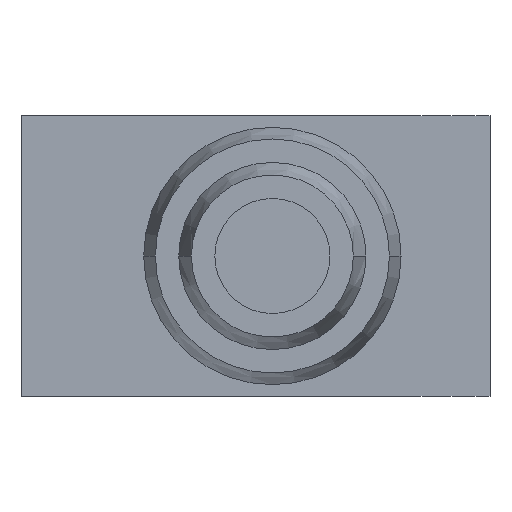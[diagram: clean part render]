
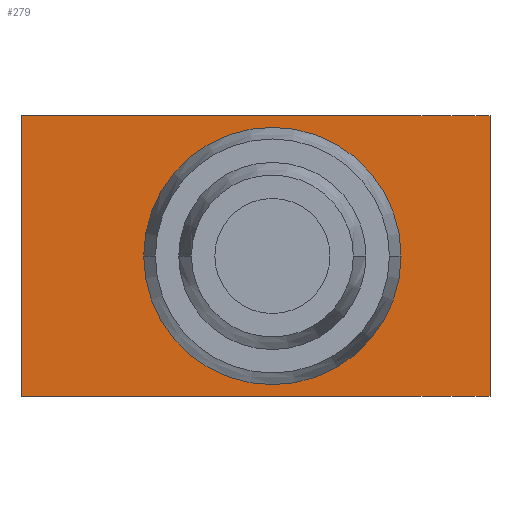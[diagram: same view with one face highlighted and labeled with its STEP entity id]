
A CAD part, front view. The second image highlights one B-rep face of the part: STEP entity #279.
In plain terms, the highlighted planar face has unit normal (0, -1, 0).
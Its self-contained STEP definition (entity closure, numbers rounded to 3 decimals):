
#279=ADVANCED_FACE('',(#563,#564),#565,.T.);
#563=FACE_BOUND('',#845,.T.);
#564=FACE_OUTER_BOUND('',#846,.T.);
#565=PLANE('',#847);
#845=EDGE_LOOP('',(#1558,#1559));
#846=EDGE_LOOP('',(#1560,#1561,#1562,#1563));
#847=AXIS2_PLACEMENT_3D('',#1564,#1565,#1566);
#1558=ORIENTED_EDGE('',*,*,#1656,.T.);
#1559=ORIENTED_EDGE('',*,*,#1902,.T.);
#1560=ORIENTED_EDGE('',*,*,#1935,.T.);
#1561=ORIENTED_EDGE('',*,*,#1919,.F.);
#1562=ORIENTED_EDGE('',*,*,#1936,.T.);
#1563=ORIENTED_EDGE('',*,*,#1932,.T.);
#1564=CARTESIAN_POINT('',(-0.7,3.8,-6.0));
#1565=DIRECTION('',(0.0,-1.0,0.0));
#1566=DIRECTION('',(1.0,0.0,0.0));
#1656=EDGE_CURVE('',#1968,#1972,#1974,.T.);
#1902=EDGE_CURVE('',#1972,#1968,#2335,.T.);
#1919=EDGE_CURVE('',#2354,#2349,#2356,.T.);
#1932=EDGE_CURVE('',#2373,#2371,#2374,.T.);
#1935=EDGE_CURVE('',#2371,#2349,#2377,.T.);
#1936=EDGE_CURVE('',#2354,#2373,#2378,.T.);
#1968=VERTEX_POINT('',#2416);
#1972=VERTEX_POINT('',#2421);
#1974=CIRCLE('',#2424,5.5);
#2335=CIRCLE('',#2865,5.5);
#2349=VERTEX_POINT('',#2879);
#2354=VERTEX_POINT('',#2886);
#2356=LINE('',#2889,#2890);
#2371=VERTEX_POINT('',#2911);
#2373=VERTEX_POINT('',#2914);
#2374=LINE('',#2915,#2916);
#2377=LINE('',#2920,#2921);
#2378=LINE('',#2922,#2923);
#2416=CARTESIAN_POINT('',(5.5,3.8,0.0));
#2421=CARTESIAN_POINT('',(-5.5,3.8,0.));
#2424=AXIS2_PLACEMENT_3D('',#2955,#2956,#2957);
#2865=AXIS2_PLACEMENT_3D('',#3326,#3327,#3328);
#2879=CARTESIAN_POINT('',(-10.7,3.8,6.0));
#2886=CARTESIAN_POINT('',(-10.7,3.8,-6.0));
#2889=CARTESIAN_POINT('',(-10.7,3.8,-6.0));
#2890=VECTOR('',#3350,1.0);
#2911=CARTESIAN_POINT('',(9.3,3.8,6.0));
#2914=CARTESIAN_POINT('',(9.3,3.8,-6.0));
#2915=CARTESIAN_POINT('',(9.3,3.8,-6.0));
#2916=VECTOR('',#3361,1.0);
#2920=CARTESIAN_POINT('',(-10.7,3.8,6.0));
#2921=VECTOR('',#3363,1.0);
#2922=CARTESIAN_POINT('',(-10.7,3.8,-6.0));
#2923=VECTOR('',#3364,1.0);
#2955=CARTESIAN_POINT('',(0.0,3.8,0.0));
#2956=DIRECTION('',(-0.0,1.0,0.0));
#2957=DIRECTION('',(1.0,0.0,0.0));
#3326=CARTESIAN_POINT('',(0.0,3.8,0.0));
#3327=DIRECTION('',(-0.0,1.0,0.0));
#3328=DIRECTION('',(1.0,0.0,0.0));
#3350=DIRECTION('',(0.0,0.0,1.0));
#3361=DIRECTION('',(0.0,0.0,1.0));
#3363=DIRECTION('',(-1.0,-0.0,-0.0));
#3364=DIRECTION('',(1.0,0.0,0.0));
